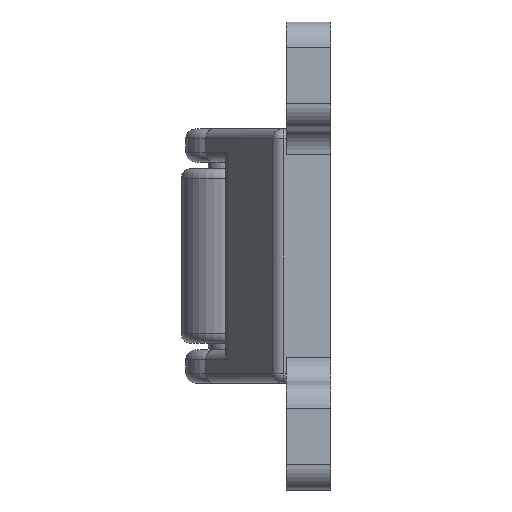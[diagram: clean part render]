
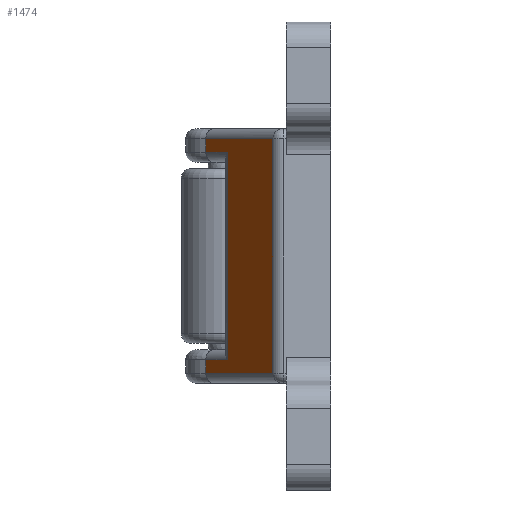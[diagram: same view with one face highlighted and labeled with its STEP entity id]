
A CAD part, left-side view. The second image highlights one B-rep face of the part: STEP entity #1474.
In plain terms, the highlighted face is planar.
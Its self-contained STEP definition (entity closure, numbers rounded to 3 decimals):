
#9 = DIRECTION ( 'NONE',  ( 0.86, -0.511, 0. ) ) ;
#44 = VECTOR ( 'NONE', #1470, 1000. ) ;
#64 = CARTESIAN_POINT ( 'NONE',  ( -18.7, 17.65, 20. ) ) ;
#157 = VERTEX_POINT ( 'NONE', #3182 ) ;
#173 = LINE ( 'NONE', #2453, #2269 ) ;
#177 = LINE ( 'NONE', #2832, #1627 ) ;
#350 = VERTEX_POINT ( 'NONE', #3507 ) ;
#354 = EDGE_CURVE ( 'NONE', #157, #3150, #824, .T. ) ;
#366 = VECTOR ( 'NONE', #3283, 1000. ) ;
#529 = VECTOR ( 'NONE', #1559, 1000. ) ;
#599 = CARTESIAN_POINT ( 'NONE',  ( -18.7, 17.65, 16.3 ) ) ;
#609 = LINE ( 'NONE', #599, #1968 ) ;
#630 = DIRECTION ( 'NONE',  ( -0.511, -0.86, 0. ) ) ;
#663 = CARTESIAN_POINT ( 'NONE',  ( -22.046, 19.638, -18.5 ) ) ;
#667 = ORIENTED_EDGE ( 'NONE', *, *, #1139, .T. ) ;
#705 = EDGE_CURVE ( 'NONE', #1576, #2035, #1727, .T. ) ;
#747 = VECTOR ( 'NONE', #9, 1000. ) ;
#784 = EDGE_LOOP ( 'NONE', ( #796, #2114, #2339, #3446, #667, #2817, #2390, #1219 ) ) ;
#796 = ORIENTED_EDGE ( 'NONE', *, *, #2124, .T. ) ;
#824 = LINE ( 'NONE', #3236, #747 ) ;
#922 = DIRECTION ( 'NONE',  ( 0., 0., -1. ) ) ;
#940 = CARTESIAN_POINT ( 'NONE',  ( -22.046, 19.638, 16.3 ) ) ;
#941 = CARTESIAN_POINT ( 'NONE',  ( -16.434, 16.304, 16.3 ) ) ;
#1139 = EDGE_CURVE ( 'NONE', #350, #2960, #2698, .T. ) ;
#1219 = ORIENTED_EDGE ( 'NONE', *, *, #354, .T. ) ;
#1285 = FACE_OUTER_BOUND ( 'NONE', #784, .T. ) ;
#1375 = CARTESIAN_POINT ( 'NONE',  ( -22.046, 19.638, 14.8 ) ) ;
#1470 = DIRECTION ( 'NONE',  ( -0.86, 0.511, 0. ) ) ;
#1474 = ADVANCED_FACE ( 'NONE', ( #1285 ), #2266, .F. ) ;
#1531 = EDGE_CURVE ( 'NONE', #2960, #2344, #2145, .T. ) ;
#1559 = DIRECTION ( 'NONE',  ( 0., 0., -1. ) ) ;
#1576 = VERTEX_POINT ( 'NONE', #940 ) ;
#1627 = VECTOR ( 'NONE', #922, 1000. ) ;
#1727 = LINE ( 'NONE', #1375, #366 ) ;
#1809 = LINE ( 'NONE', #2821, #2440 ) ;
#1928 = CARTESIAN_POINT ( 'NONE',  ( -4.278, 9.081, -18.5 ) ) ;
#1968 = VECTOR ( 'NONE', #2501, 1000. ) ;
#2035 = VERTEX_POINT ( 'NONE', #2515 ) ;
#2114 = ORIENTED_EDGE ( 'NONE', *, *, #2446, .T. ) ;
#2124 = EDGE_CURVE ( 'NONE', #3150, #3168, #1809, .T. ) ;
#2145 = LINE ( 'NONE', #663, #44 ) ;
#2177 = DIRECTION ( 'NONE',  ( 0.86, -0.511, 0. ) ) ;
#2266 = PLANE ( 'NONE',  #3462 ) ;
#2269 = VECTOR ( 'NONE', #2177, 1000. ) ;
#2298 = DIRECTION ( 'NONE',  ( 0., 0., 1. ) ) ;
#2339 = ORIENTED_EDGE ( 'NONE', *, *, #705, .T. ) ;
#2344 = VERTEX_POINT ( 'NONE', #3540 ) ;
#2390 = ORIENTED_EDGE ( 'NONE', *, *, #2594, .F. ) ;
#2440 = VECTOR ( 'NONE', #2298, 1000. ) ;
#2446 = EDGE_CURVE ( 'NONE', #3168, #1576, #609, .T. ) ;
#2453 = CARTESIAN_POINT ( 'NONE',  ( -18.7, 17.65, 18.5 ) ) ;
#2501 = DIRECTION ( 'NONE',  ( -0.86, 0.511, 0. ) ) ;
#2515 = CARTESIAN_POINT ( 'NONE',  ( -22.046, 19.638, 18.5 ) ) ;
#2535 = DIRECTION ( 'NONE',  ( 0.86, -0.511, 0. ) ) ;
#2572 = CARTESIAN_POINT ( 'NONE',  ( -16.434, 16.304, -16.3 ) ) ;
#2594 = EDGE_CURVE ( 'NONE', #157, #2344, #177, .T. ) ;
#2642 = CARTESIAN_POINT ( 'NONE',  ( -4.278, 9.081, 20. ) ) ;
#2698 = LINE ( 'NONE', #2642, #529 ) ;
#2817 = ORIENTED_EDGE ( 'NONE', *, *, #1531, .T. ) ;
#2821 = CARTESIAN_POINT ( 'NONE',  ( -16.434, 16.304, 20. ) ) ;
#2832 = CARTESIAN_POINT ( 'NONE',  ( -22.046, 19.638, -14.8 ) ) ;
#2921 = EDGE_CURVE ( 'NONE', #2035, #350, #173, .T. ) ;
#2960 = VERTEX_POINT ( 'NONE', #1928 ) ;
#3150 = VERTEX_POINT ( 'NONE', #2572 ) ;
#3168 = VERTEX_POINT ( 'NONE', #941 ) ;
#3182 = CARTESIAN_POINT ( 'NONE',  ( -22.046, 19.638, -16.3 ) ) ;
#3236 = CARTESIAN_POINT ( 'NONE',  ( -18.7, 17.65, -16.3 ) ) ;
#3283 = DIRECTION ( 'NONE',  ( 0., 0., 1. ) ) ;
#3446 = ORIENTED_EDGE ( 'NONE', *, *, #2921, .T. ) ;
#3462 = AXIS2_PLACEMENT_3D ( 'NONE', #64, #630, #2535 ) ;
#3507 = CARTESIAN_POINT ( 'NONE',  ( -4.278, 9.081, 18.5 ) ) ;
#3540 = CARTESIAN_POINT ( 'NONE',  ( -22.046, 19.638, -18.5 ) ) ;
